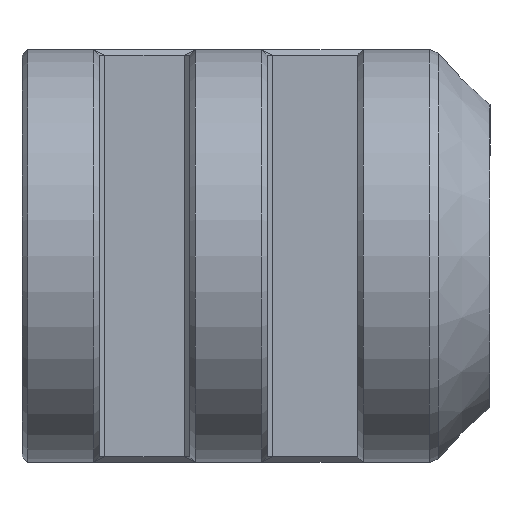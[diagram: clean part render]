
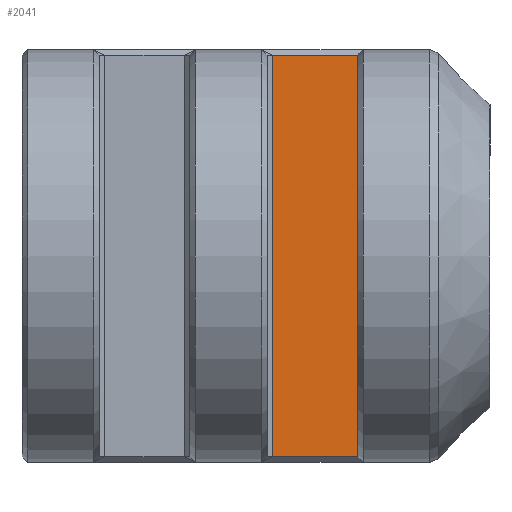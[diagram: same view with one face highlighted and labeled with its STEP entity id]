
A CAD part, left-side view. The second image highlights one B-rep face of the part: STEP entity #2041.
In plain terms, the highlighted planar face has unit normal (-1, 0, 0).
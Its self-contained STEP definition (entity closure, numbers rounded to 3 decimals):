
#230=FACE_OUTER_BOUND('',#370,.T.);
#370=EDGE_LOOP('',(#1711,#1712,#1713,#1714));
#430=LINE('',#2921,#650);
#579=LINE('',#3434,#799);
#584=LINE('',#3442,#804);
#586=LINE('',#3445,#806);
#650=VECTOR('',#2336,10.);
#799=VECTOR('',#2691,10.);
#804=VECTOR('',#2700,10.);
#806=VECTOR('',#2704,10.);
#873=VERTEX_POINT('',#2917);
#875=VERTEX_POINT('',#2920);
#996=VERTEX_POINT('',#3429);
#997=VERTEX_POINT('',#3438);
#1042=EDGE_CURVE('',#875,#873,#430,.T.);
#1238=EDGE_CURVE('',#996,#873,#579,.T.);
#1243=EDGE_CURVE('',#875,#997,#584,.T.);
#1245=EDGE_CURVE('',#997,#996,#586,.T.);
#1711=ORIENTED_EDGE('',*,*,#1238,.F.);
#1712=ORIENTED_EDGE('',*,*,#1245,.F.);
#1713=ORIENTED_EDGE('',*,*,#1243,.F.);
#1714=ORIENTED_EDGE('',*,*,#1042,.T.);
#1926=PLANE('',#2225);
#2041=ADVANCED_FACE('',(#230),#1926,.T.);
#2225=AXIS2_PLACEMENT_3D('',#3457,#2723,#2724);
#2336=DIRECTION('',(0.,0.,1.));
#2691=DIRECTION('',(0.,-1.,0.));
#2700=DIRECTION('',(0.,1.,0.));
#2704=DIRECTION('',(0.,0.,1.));
#2723=DIRECTION('center_axis',(-1.,0.,0.));
#2724=DIRECTION('ref_axis',(0.,0.,-1.));
#2917=CARTESIAN_POINT('',(0.,2.8,14.8));
#2920=CARTESIAN_POINT('',(0.,2.8,0.2));
#2921=CARTESIAN_POINT('',(0.,2.8,11.25));
#3429=CARTESIAN_POINT('',(0.,5.9,14.8));
#3434=CARTESIAN_POINT('',(0.,15.,14.8));
#3438=CARTESIAN_POINT('',(0.,5.9,0.2));
#3442=CARTESIAN_POINT('',(0.,15.,0.2));
#3445=CARTESIAN_POINT('',(0.,5.9,11.25));
#3457=CARTESIAN_POINT('Origin',(0.,15.,15.));
